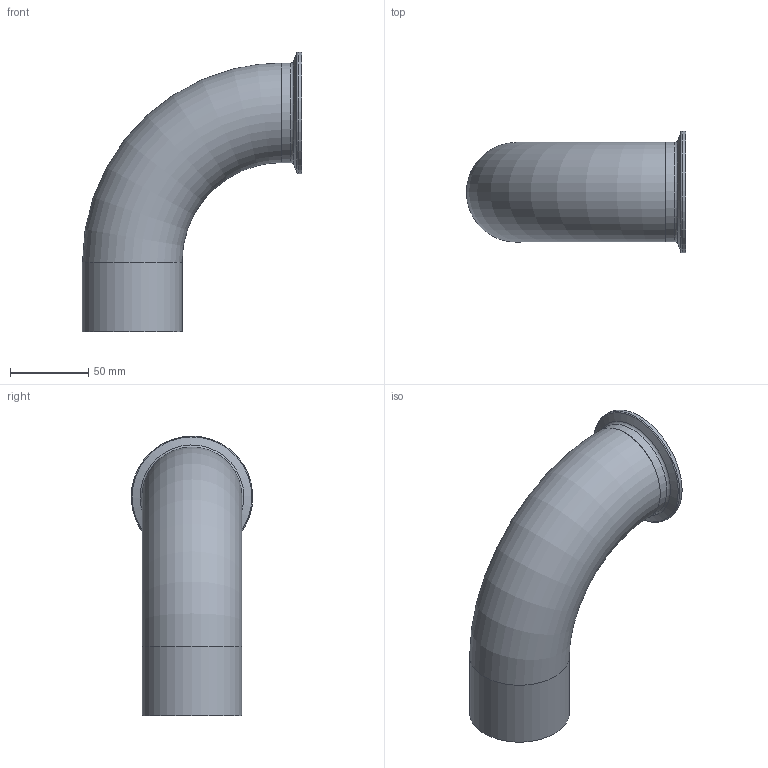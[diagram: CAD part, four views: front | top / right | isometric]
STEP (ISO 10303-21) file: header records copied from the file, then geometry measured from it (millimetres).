
FILE_DESCRIPTION(('Hygienic Clamp Joint-63,5x1,65'),'2;1');
FILE_NAME('E090_CC_63,5x1,65_MR95,3_L139,7_Fl77,5_00.stp','2013-09-04T15:17:46',(''),('DOCKWEILER AG'),'Autodesk Inventor 2012','Autodesk Inventor 2012','');
FILE_SCHEMA(('CONFIG_CONTROL_DESIGN'));
Length unit declared in the file: millimetre
Products named in the file (3): N0001_005_001; N0001_001_001_27; N0003_003_001_74
Assembly tree (2 placements, depth 2):
  N0001_005_001
    N0001_001_001_27
    N0003_003_001_74
Bounding box: 139.75 x 77.48 x 178.44 mm (x, y, z)
Volume: 71910.6 mm3; surface area: 84691.5 mm2
Topology: 2 solids, 2 shells, 20 faces, 36 edges, 21 vertices
Faces by surface type: torus 7, plane 5, cylinder 5, cone 3
Full cylindrical faces by diameter (mm): 60.2 x2, 63.5 x2, 77.5 x1
Entity records: 521 total; most frequent: DIRECTION 90, CARTESIAN_POINT 65, AXIS2_PLACEMENT_3D 45, ORIENTED_EDGE 40, EDGE_LOOP 40, STYLED_ITEM 21, VERTEX_POINT 20, CIRCLE 20
